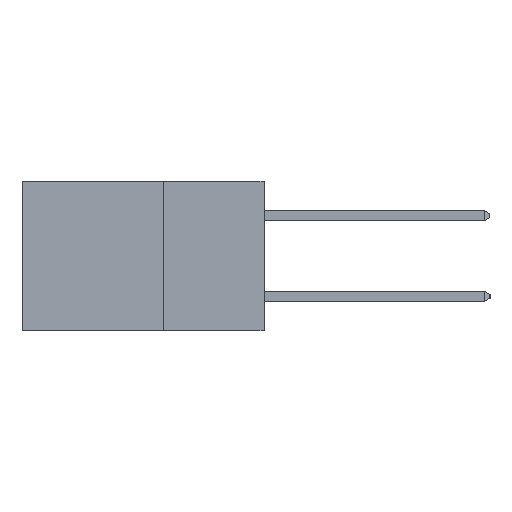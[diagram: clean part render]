
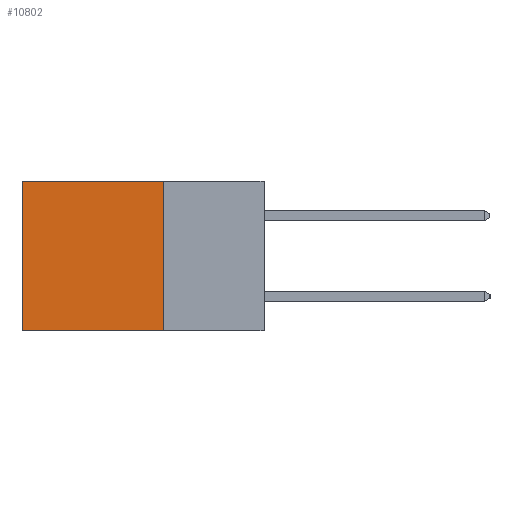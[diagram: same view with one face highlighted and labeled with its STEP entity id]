
A CAD part, left-side view. The second image highlights one B-rep face of the part: STEP entity #10802.
In plain terms, the highlighted planar face has unit normal (-1, 0, 0).
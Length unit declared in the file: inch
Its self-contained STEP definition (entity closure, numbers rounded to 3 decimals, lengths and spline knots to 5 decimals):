
#271 = DIRECTION ( 'NONE',  ( 1., 0., 0. ) ) ;
#969 = ORIENTED_EDGE ( 'NONE', *, *, #10635, .F. ) ;
#1797 = ORIENTED_EDGE ( 'NONE', *, *, #13509, .T. ) ;
#2281 = VERTEX_POINT ( 'NONE', #15011 ) ;
#2412 = VERTEX_POINT ( 'NONE', #8816 ) ;
#2490 = VECTOR ( 'NONE', #23467, 39.37008 ) ;
#2891 = LINE ( 'NONE', #11803, #13063 ) ;
#6261 = VECTOR ( 'NONE', #14120, 39.37008 ) ;
#6649 = CARTESIAN_POINT ( 'NONE',  ( 0.2615, 0.6, 0. ) ) ;
#6958 = EDGE_CURVE ( 'NONE', #2412, #14623, #2891, .T. ) ;
#7795 = ORIENTED_EDGE ( 'NONE', *, *, #6958, .T. ) ;
#8816 = CARTESIAN_POINT ( 'NONE',  ( 0.2615, 0.25, 0. ) ) ;
#9059 = EDGE_LOOP ( 'NONE', ( #1797, #18161, #969, #7795 ) ) ;
#9062 = VERTEX_POINT ( 'NONE', #11369 ) ;
#9123 = EDGE_CURVE ( 'NONE', #9062, #2281, #17990, .T. ) ;
#9533 = CARTESIAN_POINT ( 'NONE',  ( 0.2615, 0.25, -0.37 ) ) ;
#9614 = AXIS2_PLACEMENT_3D ( 'NONE', #10490, #271, #14545 ) ;
#9783 = LINE ( 'NONE', #17423, #19783 ) ;
#10490 = CARTESIAN_POINT ( 'NONE',  ( 0.2615, 0.25, -0.37 ) ) ;
#10635 = EDGE_CURVE ( 'NONE', #2412, #9062, #11635, .T. ) ;
#10802 = ADVANCED_FACE ( 'NONE', ( #23150 ), #24407, .F. ) ;
#11369 = CARTESIAN_POINT ( 'NONE',  ( 0.2615, 0.25, -0.37 ) ) ;
#11635 = LINE ( 'NONE', #22038, #6261 ) ;
#11803 = CARTESIAN_POINT ( 'NONE',  ( 0.2615, 0.25, 0. ) ) ;
#13063 = VECTOR ( 'NONE', #13824, 39.37008 ) ;
#13509 = EDGE_CURVE ( 'NONE', #14623, #2281, #9783, .T. ) ;
#13824 = DIRECTION ( 'NONE',  ( 0., 1., 0. ) ) ;
#14120 = DIRECTION ( 'NONE',  ( 0., 0., -1. ) ) ;
#14545 = DIRECTION ( 'NONE',  ( 0., 0., -1. ) ) ;
#14623 = VERTEX_POINT ( 'NONE', #6649 ) ;
#15011 = CARTESIAN_POINT ( 'NONE',  ( 0.2615, 0.6, -0.37 ) ) ;
#17423 = CARTESIAN_POINT ( 'NONE',  ( 0.2615, 0.6, -0.37 ) ) ;
#17990 = LINE ( 'NONE', #9533, #2490 ) ;
#18161 = ORIENTED_EDGE ( 'NONE', *, *, #9123, .F. ) ;
#19421 = DIRECTION ( 'NONE',  ( 0., 0., -1. ) ) ;
#19783 = VECTOR ( 'NONE', #19421, 39.37008 ) ;
#22038 = CARTESIAN_POINT ( 'NONE',  ( 0.2615, 0.25, -0.37 ) ) ;
#23150 = FACE_OUTER_BOUND ( 'NONE', #9059, .T. ) ;
#23467 = DIRECTION ( 'NONE',  ( 0., 1., 0. ) ) ;
#24407 = PLANE ( 'NONE',  #9614 ) ;
